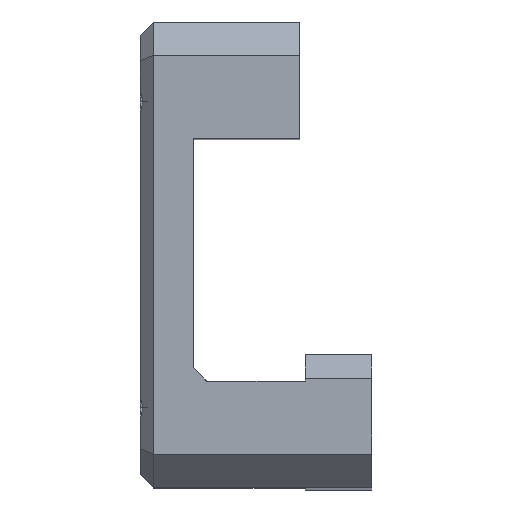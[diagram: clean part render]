
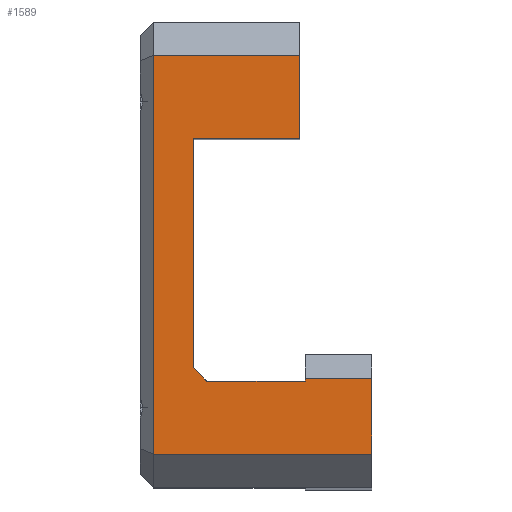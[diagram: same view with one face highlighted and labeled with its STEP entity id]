
A CAD part, top view. The second image highlights one B-rep face of the part: STEP entity #1589.
In plain terms, the highlighted planar face has unit normal (0, 0, 1).
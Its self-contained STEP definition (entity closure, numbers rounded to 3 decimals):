
#105 = DIRECTION ( 'NONE',  ( 0., 1., 0. ) ) ;
#176 = DIRECTION ( 'NONE',  ( 0., -1., 0. ) ) ;
#180 = EDGE_CURVE ( 'NONE', #3144, #7141, #1545, .T. ) ;
#193 = VERTEX_POINT ( 'NONE', #1053 ) ;
#246 = VERTEX_POINT ( 'NONE', #1739 ) ;
#301 = DIRECTION ( 'NONE',  ( -1., 0., 0. ) ) ;
#492 = LINE ( 'NONE', #6286, #662 ) ;
#662 = VECTOR ( 'NONE', #5669, 1000. ) ;
#866 = DIRECTION ( 'NONE',  ( 0., 1., 0. ) ) ;
#1012 = CARTESIAN_POINT ( 'NONE',  ( -4.4, 29.4, 23.65 ) ) ;
#1032 = AXIS2_PLACEMENT_3D ( 'NONE', #3464, #2734, #4052 ) ;
#1053 = CARTESIAN_POINT ( 'NONE',  ( 1., 5.1, 23.65 ) ) ;
#1102 = ORIENTED_EDGE ( 'NONE', *, *, #1607, .T. ) ;
#1104 = DIRECTION ( 'NONE',  ( 1., 0., 0. ) ) ;
#1180 = DIRECTION ( 'NONE',  ( -1., 0., 0. ) ) ;
#1381 = LINE ( 'NONE', #2040, #1650 ) ;
#1391 = EDGE_LOOP ( 'NONE', ( #4815, #5564, #6029, #2692, #5812, #1102, #1624, #6474, #2645, #5732, #1703 ) ) ;
#1424 = CARTESIAN_POINT ( 'NONE',  ( -12.4, 5.9, 23.65 ) ) ;
#1440 = EDGE_CURVE ( 'NONE', #246, #2050, #1381, .T. ) ;
#1545 = LINE ( 'NONE', #2170, #3884 ) ;
#1589 = ADVANCED_FACE ( 'NONE', ( #3888 ), #4510, .T. ) ;
#1607 = EDGE_CURVE ( 'NONE', #5891, #6053, #492, .T. ) ;
#1624 = ORIENTED_EDGE ( 'NONE', *, *, #6685, .T. ) ;
#1650 = VECTOR ( 'NONE', #3268, 1000. ) ;
#1703 = ORIENTED_EDGE ( 'NONE', *, *, #5695, .T. ) ;
#1739 = CARTESIAN_POINT ( 'NONE',  ( -12.4, 23.1, 23.65 ) ) ;
#1874 = EDGE_CURVE ( 'NONE', #7141, #246, #6658, .T. ) ;
#2040 = CARTESIAN_POINT ( 'NONE',  ( -12.4, 23.1, 23.65 ) ) ;
#2050 = VERTEX_POINT ( 'NONE', #5197 ) ;
#2071 = EDGE_CURVE ( 'NONE', #3434, #4791, #7556, .T. ) ;
#2170 = CARTESIAN_POINT ( 'NONE',  ( -11.4, 4.9, 23.65 ) ) ;
#2183 = VECTOR ( 'NONE', #1104, 1000. ) ;
#2246 = EDGE_CURVE ( 'NONE', #4020, #4307, #2377, .T. ) ;
#2377 = LINE ( 'NONE', #4115, #4034 ) ;
#2497 = CARTESIAN_POINT ( 'NONE',  ( -15.4, 0., 23.65 ) ) ;
#2518 = CARTESIAN_POINT ( 'NONE',  ( 1., 5.1, 23.65 ) ) ;
#2645 = ORIENTED_EDGE ( 'NONE', *, *, #1874, .T. ) ;
#2692 = ORIENTED_EDGE ( 'NONE', *, *, #7031, .T. ) ;
#2734 = DIRECTION ( 'NONE',  ( 0., 0., 1. ) ) ;
#2786 = DIRECTION ( 'NONE',  ( -0.707, 0.707, 0. ) ) ;
#3099 = CARTESIAN_POINT ( 'NONE',  ( -15.4, -0.6, 23.65 ) ) ;
#3144 = VERTEX_POINT ( 'NONE', #4060 ) ;
#3268 = DIRECTION ( 'NONE',  ( 1., 0., 0. ) ) ;
#3434 = VERTEX_POINT ( 'NONE', #3099 ) ;
#3464 = CARTESIAN_POINT ( 'NONE',  ( 0., 0., 23.65 ) ) ;
#3819 = LINE ( 'NONE', #5027, #4325 ) ;
#3884 = VECTOR ( 'NONE', #2786, 1000. ) ;
#3888 = FACE_OUTER_BOUND ( 'NONE', #1391, .T. ) ;
#4020 = VERTEX_POINT ( 'NONE', #1012 ) ;
#4034 = VECTOR ( 'NONE', #1180, 1000. ) ;
#4042 = CARTESIAN_POINT ( 'NONE',  ( 0., -0.6, 23.65 ) ) ;
#4052 = DIRECTION ( 'NONE',  ( 1., 0., 0. ) ) ;
#4060 = CARTESIAN_POINT ( 'NONE',  ( -11.4, 4.9, 23.65 ) ) ;
#4115 = CARTESIAN_POINT ( 'NONE',  ( -16.4, 29.4, 23.65 ) ) ;
#4307 = VERTEX_POINT ( 'NONE', #6710 ) ;
#4325 = VECTOR ( 'NONE', #4439, 1000. ) ;
#4439 = DIRECTION ( 'NONE',  ( 0., 1., 0. ) ) ;
#4496 = VECTOR ( 'NONE', #176, 1000. ) ;
#4510 = PLANE ( 'NONE',  #1032 ) ;
#4577 = VECTOR ( 'NONE', #301, 1000. ) ;
#4791 = VERTEX_POINT ( 'NONE', #7128 ) ;
#4808 = LINE ( 'NONE', #2518, #6479 ) ;
#4815 = ORIENTED_EDGE ( 'NONE', *, *, #2246, .T. ) ;
#5027 = CARTESIAN_POINT ( 'NONE',  ( 1., -3.1, 23.65 ) ) ;
#5197 = CARTESIAN_POINT ( 'NONE',  ( -4.4, 23.1, 23.65 ) ) ;
#5288 = LINE ( 'NONE', #7140, #5737 ) ;
#5468 = CARTESIAN_POINT ( 'NONE',  ( -12.4, 5.9, 23.65 ) ) ;
#5564 = ORIENTED_EDGE ( 'NONE', *, *, #5742, .T. ) ;
#5637 = CARTESIAN_POINT ( 'NONE',  ( -4., 4.9, 23.65 ) ) ;
#5669 = DIRECTION ( 'NONE',  ( 0., -1., 0. ) ) ;
#5695 = EDGE_CURVE ( 'NONE', #2050, #4020, #5288, .T. ) ;
#5732 = ORIENTED_EDGE ( 'NONE', *, *, #1440, .T. ) ;
#5737 = VECTOR ( 'NONE', #105, 1000. ) ;
#5742 = EDGE_CURVE ( 'NONE', #4307, #3434, #7642, .T. ) ;
#5812 = ORIENTED_EDGE ( 'NONE', *, *, #6022, .T. ) ;
#5845 = CARTESIAN_POINT ( 'NONE',  ( -4., 5.1, 23.65 ) ) ;
#5891 = VERTEX_POINT ( 'NONE', #5845 ) ;
#6022 = EDGE_CURVE ( 'NONE', #193, #5891, #4808, .T. ) ;
#6029 = ORIENTED_EDGE ( 'NONE', *, *, #2071, .T. ) ;
#6053 = VERTEX_POINT ( 'NONE', #6615 ) ;
#6098 = LINE ( 'NONE', #5637, #4577 ) ;
#6286 = CARTESIAN_POINT ( 'NONE',  ( -4., 5.1, 23.65 ) ) ;
#6474 = ORIENTED_EDGE ( 'NONE', *, *, #180, .T. ) ;
#6479 = VECTOR ( 'NONE', #6574, 1000. ) ;
#6574 = DIRECTION ( 'NONE',  ( -1., 0., 0. ) ) ;
#6615 = CARTESIAN_POINT ( 'NONE',  ( -4., 4.9, 23.65 ) ) ;
#6658 = LINE ( 'NONE', #5468, #7240 ) ;
#6685 = EDGE_CURVE ( 'NONE', #6053, #3144, #6098, .T. ) ;
#6710 = CARTESIAN_POINT ( 'NONE',  ( -15.4, 29.4, 23.65 ) ) ;
#7031 = EDGE_CURVE ( 'NONE', #4791, #193, #3819, .T. ) ;
#7128 = CARTESIAN_POINT ( 'NONE',  ( 1., -0.6, 23.65 ) ) ;
#7140 = CARTESIAN_POINT ( 'NONE',  ( -4.4, 23.1, 23.65 ) ) ;
#7141 = VERTEX_POINT ( 'NONE', #1424 ) ;
#7240 = VECTOR ( 'NONE', #866, 1000. ) ;
#7556 = LINE ( 'NONE', #4042, #2183 ) ;
#7642 = LINE ( 'NONE', #2497, #4496 ) ;
